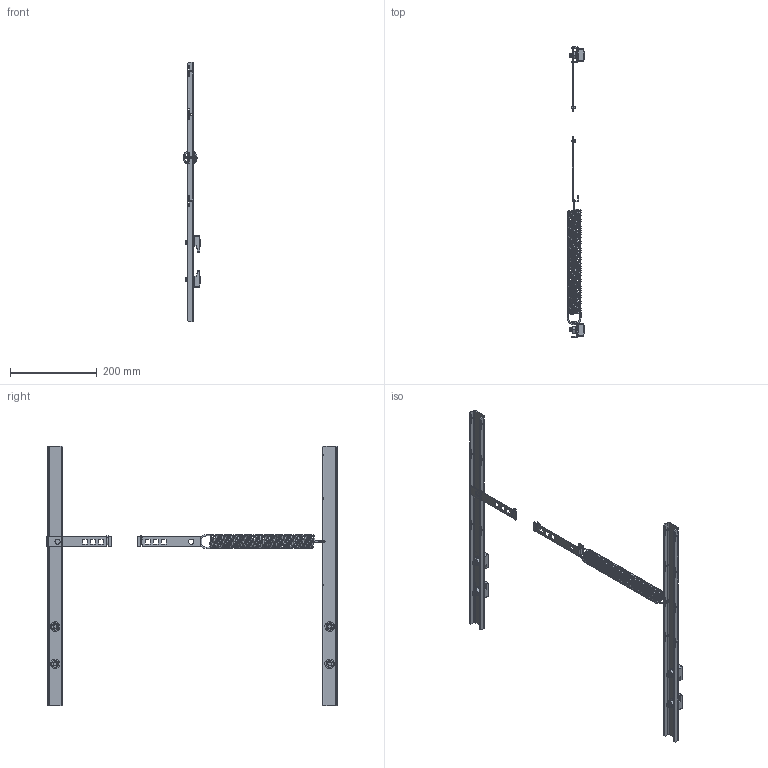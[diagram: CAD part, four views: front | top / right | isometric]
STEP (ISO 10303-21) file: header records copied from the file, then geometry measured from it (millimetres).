
FILE_DESCRIPTION (( 'STEP AP214' ), '1' );
FILE_NAME ('LIMAX RMS.STEP', '2019-03-28T13:59:06', ( '' ), ( '' ), 'SwSTEP 2.0', 'SolidWorks 2018', '' );
FILE_SCHEMA (( 'AUTOMOTIVE_DESIGN' ));
Length unit declared in the file: millimetre
Products named in the file (5): Group2^LIMAX RMS_defeature; Group4^LIMAX RMS_defeature; Group3^LIMAX RMS_defeature; Group1^LIMAX RMS_defeature; LIMAX RMS
Assembly tree (4 placements, depth 2):
  LIMAX RMS
    Group1^LIMAX RMS_defeature
    Group2^LIMAX RMS_defeature
    Group3^LIMAX RMS_defeature
    Group4^LIMAX RMS_defeature
Bounding box: 40.8 x 671.7 x 600 mm (x, y, z)
Volume: 249805.9 mm3; surface area: 232229.6 mm2
Topology: 14 solids, 14 shells, 1181 faces, 3048 edges, 1837 vertices
Faces by surface type: plane 433, cone 352, cylinder 290, torus 46, bspline 44, sphere 16
Entity records: 99773 total; most frequent: CARTESIAN_POINT 67593, DIRECTION 6259, ORIENTED_EDGE 6036, EDGE_CURVE 3018, AXIS2_PLACEMENT_3D 2350, VERTEX_POINT 1837, LINE 1559, VECTOR 1559
